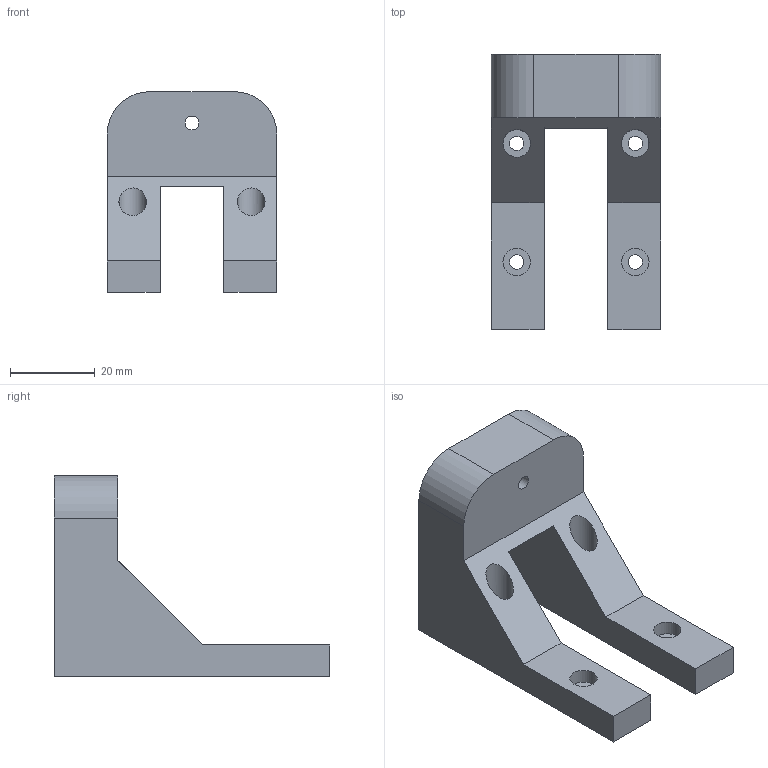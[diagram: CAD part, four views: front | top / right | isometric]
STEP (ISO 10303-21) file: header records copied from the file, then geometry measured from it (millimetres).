
FILE_DESCRIPTION(/* description */ (''),/* implementation_level */ '2;1');
FILE_NAME(/* name */ 'Z-Yoke 03-0003 v6.step',/* time_stamp */ '2021-01-31T16:23:52+01:00',/* author */ (''),/* organization */ (''),/* preprocessor_version */ 'ST-DEVELOPER v18.1',/* originating_system */ 'Autodesk Translation Framework v9.7.1.1290',/* authorisation */ '');
FILE_SCHEMA (('AUTOMOTIVE_DESIGN { 1 0 10303 214 3 1 1 }'));
Length unit declared in the file: millimetre
Products named in the file (1): Z-Yoke 03-0003
Bounding box: 40 x 65 x 47.4 mm (x, y, z)
Volume: 34687.3 mm3; surface area: 11982.7 mm2
Topology: 1 solids, 1 shells, 34 faces, 82 edges, 54 vertices
Faces by surface type: plane 19, cylinder 13, cone 2
Full cylindrical faces by diameter (mm): 2.529 x2, 3.3 x1, 3.4 x4, 6.5 x4
Entity records: 1039 total; most frequent: DIRECTION 176, CARTESIAN_POINT 169, ORIENTED_EDGE 160, EDGE_CURVE 80, AXIS2_PLACEMENT_3D 61, LINE 54, VECTOR 54, VERTEX_POINT 54
